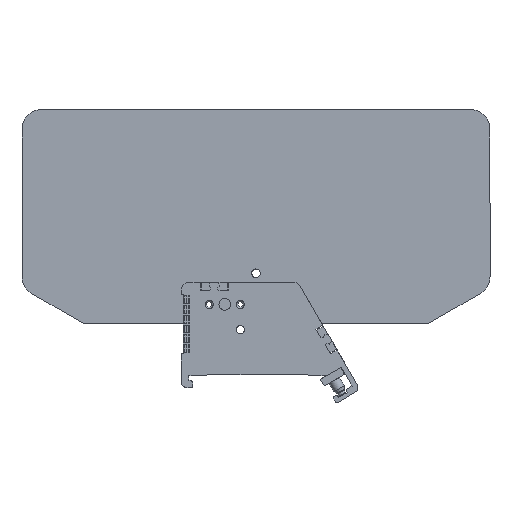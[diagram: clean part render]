
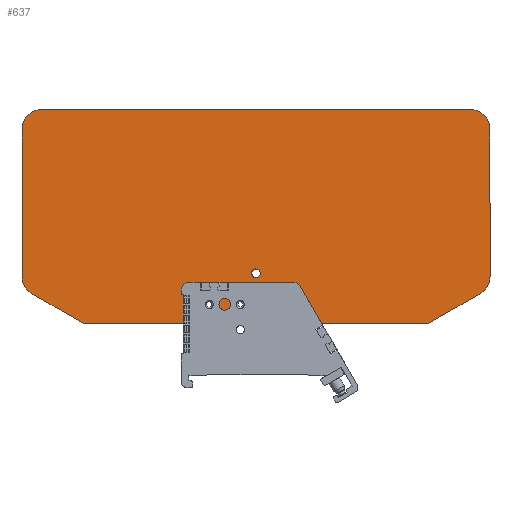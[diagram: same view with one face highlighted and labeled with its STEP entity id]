
A CAD part, left-side view. The second image highlights one B-rep face of the part: STEP entity #637.
In plain terms, the highlighted planar face has unit normal (-1, 0, 0).
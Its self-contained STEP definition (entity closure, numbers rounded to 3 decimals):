
#39=AXIS2_PLACEMENT_3D('Circle Axis2P3D',#37,#38,$) ;
#74=AXIS2_PLACEMENT_3D('Circle Axis2P3D',#72,#73,$) ;
#297=AXIS2_PLACEMENT_3D('Circle Axis2P3D',#295,#296,$) ;
#345=AXIS2_PLACEMENT_3D('Circle Axis2P3D',#343,#344,$) ;
#393=AXIS2_PLACEMENT_3D('Circle Axis2P3D',#391,#392,$) ;
#441=AXIS2_PLACEMENT_3D('Circle Axis2P3D',#439,#440,$) ;
#482=AXIS2_PLACEMENT_3D('Circle Axis2P3D',#480,#481,$) ;
#508=AXIS2_PLACEMENT_3D('Circle Axis2P3D',#506,#507,$) ;
#525=AXIS2_PLACEMENT_3D('Circle Axis2P3D',#523,#524,$) ;
#551=AXIS2_PLACEMENT_3D('Circle Axis2P3D',#549,#550,$) ;
#568=AXIS2_PLACEMENT_3D('Circle Axis2P3D',#566,#567,$) ;
#594=AXIS2_PLACEMENT_3D('Circle Axis2P3D',#592,#593,$) ;
#607=AXIS2_PLACEMENT_3D('Plane Axis2P3D',#604,#605,#606) ;
#37=CARTESIAN_POINT('Axis2P3D Location',(9.,72.,25.151)) ;
#41=CARTESIAN_POINT('Vertex',(9.,71.035,24.623)) ;
#43=CARTESIAN_POINT('Vertex',(9.,72.965,25.678)) ;
#72=CARTESIAN_POINT('Axis2P3D Location',(9.,72.,25.151)) ;
#244=CARTESIAN_POINT('Vertex',(9.,16.,20.151)) ;
#247=CARTESIAN_POINT('Line Origine',(9.,60.,20.151)) ;
#251=CARTESIAN_POINT('Vertex',(9.,104.,20.151)) ;
#271=CARTESIAN_POINT('Line Origine',(9.,110.75,24.048)) ;
#275=CARTESIAN_POINT('Vertex',(9.,117.5,27.945)) ;
#295=CARTESIAN_POINT('Axis2P3D Location',(9.,115.,32.275)) ;
#299=CARTESIAN_POINT('Vertex',(9.,120.,32.275)) ;
#319=CARTESIAN_POINT('Line Origine',(9.,120.,51.213)) ;
#323=CARTESIAN_POINT('Vertex',(9.,120.,70.151)) ;
#343=CARTESIAN_POINT('Axis2P3D Location',(9.,115.,70.151)) ;
#347=CARTESIAN_POINT('Vertex',(9.,115.,75.151)) ;
#367=CARTESIAN_POINT('Line Origine',(9.,60.,75.151)) ;
#371=CARTESIAN_POINT('Vertex',(9.,5.,75.151)) ;
#391=CARTESIAN_POINT('Axis2P3D Location',(9.,5.,70.151)) ;
#395=CARTESIAN_POINT('Vertex',(9.,0.,70.151)) ;
#415=CARTESIAN_POINT('Line Origine',(9.,0.,51.213)) ;
#419=CARTESIAN_POINT('Vertex',(9.,0.,32.275)) ;
#439=CARTESIAN_POINT('Axis2P3D Location',(9.,5.,32.275)) ;
#443=CARTESIAN_POINT('Vertex',(9.,2.5,27.945)) ;
#463=CARTESIAN_POINT('Line Origine',(9.,9.25,24.048)) ;
#480=CARTESIAN_POINT('Axis2P3D Location',(9.,60.,33.151)) ;
#484=CARTESIAN_POINT('Vertex',(9.,59.035,32.623)) ;
#486=CARTESIAN_POINT('Vertex',(9.,60.965,33.678)) ;
#506=CARTESIAN_POINT('Axis2P3D Location',(9.,60.,33.151)) ;
#523=CARTESIAN_POINT('Axis2P3D Location',(9.,56.,25.151)) ;
#527=CARTESIAN_POINT('Vertex',(9.,55.035,24.623)) ;
#529=CARTESIAN_POINT('Vertex',(9.,56.965,25.678)) ;
#549=CARTESIAN_POINT('Axis2P3D Location',(9.,56.,25.151)) ;
#566=CARTESIAN_POINT('Axis2P3D Location',(9.,64.,25.151)) ;
#570=CARTESIAN_POINT('Vertex',(9.,63.035,24.623)) ;
#572=CARTESIAN_POINT('Vertex',(9.,64.965,25.678)) ;
#592=CARTESIAN_POINT('Axis2P3D Location',(9.,64.,25.151)) ;
#604=CARTESIAN_POINT('Axis2P3D Location',(9.,60.,20.151)) ;
#38=DIRECTION('Axis2P3D Direction',(1.,0.,0.)) ;
#73=DIRECTION('Axis2P3D Direction',(1.,0.,0.)) ;
#248=DIRECTION('Vector Direction',(0.,1.,0.)) ;
#272=DIRECTION('Vector Direction',(0.,0.866,0.5)) ;
#296=DIRECTION('Axis2P3D Direction',(1.,0.,0.)) ;
#320=DIRECTION('Vector Direction',(0.,0.,1.)) ;
#344=DIRECTION('Axis2P3D Direction',(1.,0.,0.)) ;
#368=DIRECTION('Vector Direction',(0.,-1.,0.)) ;
#392=DIRECTION('Axis2P3D Direction',(1.,0.,0.)) ;
#416=DIRECTION('Vector Direction',(0.,0.,-1.)) ;
#440=DIRECTION('Axis2P3D Direction',(1.,0.,0.)) ;
#464=DIRECTION('Vector Direction',(0.,-0.866,0.5)) ;
#481=DIRECTION('Axis2P3D Direction',(1.,0.,0.)) ;
#507=DIRECTION('Axis2P3D Direction',(1.,0.,0.)) ;
#524=DIRECTION('Axis2P3D Direction',(1.,0.,0.)) ;
#550=DIRECTION('Axis2P3D Direction',(1.,0.,0.)) ;
#567=DIRECTION('Axis2P3D Direction',(1.,0.,0.)) ;
#593=DIRECTION('Axis2P3D Direction',(1.,0.,0.)) ;
#605=DIRECTION('Axis2P3D Direction',(1.,0.,0.)) ;
#606=DIRECTION('Axis2P3D XDirection',(0.,1.,0.)) ;
#249=VECTOR('Line Direction',#248,1.) ;
#273=VECTOR('Line Direction',#272,1.) ;
#321=VECTOR('Line Direction',#320,1.) ;
#369=VECTOR('Line Direction',#368,1.) ;
#417=VECTOR('Line Direction',#416,1.) ;
#465=VECTOR('Line Direction',#464,1.) ;
#610=ORIENTED_EDGE('',*,*,#467,.F.) ;
#611=ORIENTED_EDGE('',*,*,#445,.F.) ;
#612=ORIENTED_EDGE('',*,*,#421,.F.) ;
#613=ORIENTED_EDGE('',*,*,#397,.F.) ;
#614=ORIENTED_EDGE('',*,*,#373,.F.) ;
#615=ORIENTED_EDGE('',*,*,#349,.F.) ;
#616=ORIENTED_EDGE('',*,*,#325,.F.) ;
#617=ORIENTED_EDGE('',*,*,#301,.F.) ;
#618=ORIENTED_EDGE('',*,*,#277,.F.) ;
#619=ORIENTED_EDGE('',*,*,#253,.F.) ;
#622=ORIENTED_EDGE('',*,*,#45,.T.) ;
#623=ORIENTED_EDGE('',*,*,#76,.T.) ;
#626=ORIENTED_EDGE('',*,*,#574,.T.) ;
#627=ORIENTED_EDGE('',*,*,#596,.T.) ;
#630=ORIENTED_EDGE('',*,*,#531,.T.) ;
#631=ORIENTED_EDGE('',*,*,#553,.T.) ;
#634=ORIENTED_EDGE('',*,*,#488,.T.) ;
#635=ORIENTED_EDGE('',*,*,#510,.T.) ;
#624=FACE_BOUND('',#621,.T.) ;
#628=FACE_BOUND('',#625,.T.) ;
#632=FACE_BOUND('',#629,.T.) ;
#636=FACE_BOUND('',#633,.T.) ;
#637=ADVANCED_FACE('EP SAKG46 HP/.../2.1\\K\X2\00F6\X0\rper.2',(#620,#624,#628,#632,#636),#608,.F.) ;
#40=CIRCLE('generated circle',#39,1.1) ;
#75=CIRCLE('generated circle',#74,1.1) ;
#298=CIRCLE('generated circle',#297,5.) ;
#346=CIRCLE('generated circle',#345,5.) ;
#394=CIRCLE('generated circle',#393,5.) ;
#442=CIRCLE('generated circle',#441,5.) ;
#483=CIRCLE('generated circle',#482,1.1) ;
#509=CIRCLE('generated circle',#508,1.1) ;
#526=CIRCLE('generated circle',#525,1.1) ;
#552=CIRCLE('generated circle',#551,1.1) ;
#569=CIRCLE('generated circle',#568,1.1) ;
#595=CIRCLE('generated circle',#594,1.1) ;
#45=EDGE_CURVE('',#42,#44,#40,.T.) ;
#76=EDGE_CURVE('',#44,#42,#75,.T.) ;
#253=EDGE_CURVE('',#245,#252,#250,.T.) ;
#277=EDGE_CURVE('',#252,#276,#274,.T.) ;
#301=EDGE_CURVE('',#276,#300,#298,.T.) ;
#325=EDGE_CURVE('',#300,#324,#322,.T.) ;
#349=EDGE_CURVE('',#324,#348,#346,.T.) ;
#373=EDGE_CURVE('',#348,#372,#370,.T.) ;
#397=EDGE_CURVE('',#372,#396,#394,.T.) ;
#421=EDGE_CURVE('',#396,#420,#418,.T.) ;
#445=EDGE_CURVE('',#420,#444,#442,.T.) ;
#467=EDGE_CURVE('',#444,#245,#466,.F.) ;
#488=EDGE_CURVE('',#485,#487,#483,.T.) ;
#510=EDGE_CURVE('',#487,#485,#509,.T.) ;
#531=EDGE_CURVE('',#528,#530,#526,.T.) ;
#553=EDGE_CURVE('',#530,#528,#552,.T.) ;
#574=EDGE_CURVE('',#571,#573,#569,.T.) ;
#596=EDGE_CURVE('',#573,#571,#595,.T.) ;
#609=EDGE_LOOP('',(#610,#611,#612,#613,#614,#615,#616,#617,#618,#619)) ;
#621=EDGE_LOOP('',(#622,#623)) ;
#625=EDGE_LOOP('',(#626,#627)) ;
#629=EDGE_LOOP('',(#630,#631)) ;
#633=EDGE_LOOP('',(#634,#635)) ;
#620=FACE_OUTER_BOUND('',#609,.T.) ;
#250=LINE('Line',#247,#249) ;
#274=LINE('Line',#271,#273) ;
#322=LINE('Line',#319,#321) ;
#370=LINE('Line',#367,#369) ;
#418=LINE('Line',#415,#417) ;
#466=LINE('Line',#463,#465) ;
#608=PLANE('',#607) ;
#42=VERTEX_POINT('',#41) ;
#44=VERTEX_POINT('',#43) ;
#245=VERTEX_POINT('',#244) ;
#252=VERTEX_POINT('',#251) ;
#276=VERTEX_POINT('',#275) ;
#300=VERTEX_POINT('',#299) ;
#324=VERTEX_POINT('',#323) ;
#348=VERTEX_POINT('',#347) ;
#372=VERTEX_POINT('',#371) ;
#396=VERTEX_POINT('',#395) ;
#420=VERTEX_POINT('',#419) ;
#444=VERTEX_POINT('',#443) ;
#485=VERTEX_POINT('',#484) ;
#487=VERTEX_POINT('',#486) ;
#528=VERTEX_POINT('',#527) ;
#530=VERTEX_POINT('',#529) ;
#571=VERTEX_POINT('',#570) ;
#573=VERTEX_POINT('',#572) ;
